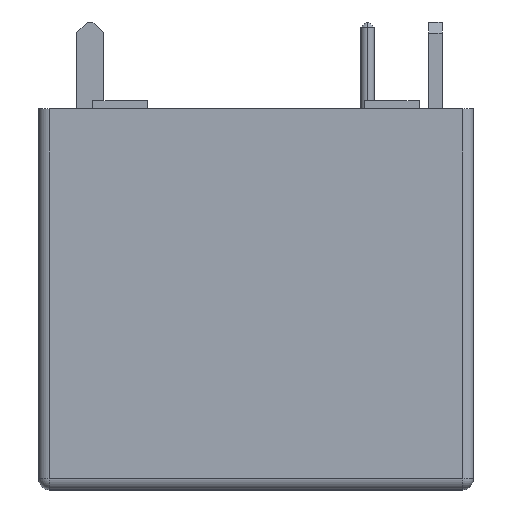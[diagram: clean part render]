
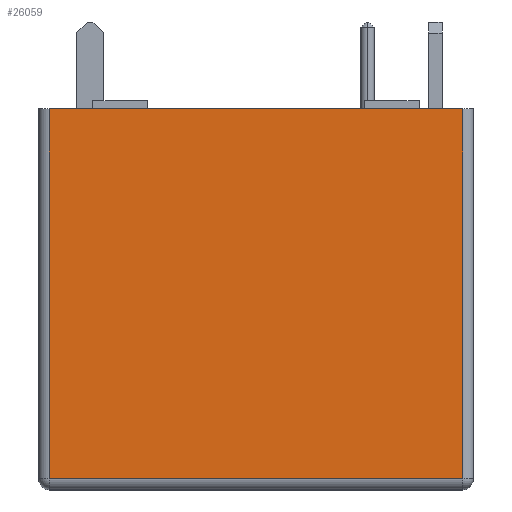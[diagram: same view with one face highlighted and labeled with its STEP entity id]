
A CAD part, top view. The second image highlights one B-rep face of the part: STEP entity #26059.
In plain terms, the highlighted planar face has unit normal (0, 0, 1).
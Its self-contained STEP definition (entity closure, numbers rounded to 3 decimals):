
#2235 = EDGE_LOOP ( 'NONE', ( #14325, #10690, #4495, #5692 ) ) ;
#2718 = PLANE ( 'NONE',  #25881 ) ;
#3185 = VECTOR ( 'NONE', #12446, 1000. ) ;
#3502 = DIRECTION ( 'NONE',  ( 0., -1., 0. ) ) ;
#4184 = CARTESIAN_POINT ( 'NONE',  ( -8., 14., 6.2 ) ) ;
#4398 = CARTESIAN_POINT ( 'NONE',  ( -8., 14., 6.2 ) ) ;
#4495 = ORIENTED_EDGE ( 'NONE', *, *, #20226, .T. ) ;
#5159 = VECTOR ( 'NONE', #12070, 1000. ) ;
#5463 = CARTESIAN_POINT ( 'NONE',  ( 7.6, 0.4, 6.2 ) ) ;
#5692 = ORIENTED_EDGE ( 'NONE', *, *, #26933, .T. ) ;
#8274 = DIRECTION ( 'NONE',  ( 0., 0., -1. ) ) ;
#8731 = CARTESIAN_POINT ( 'NONE',  ( -8., 0.4, 6.2 ) ) ;
#9412 = LINE ( 'NONE', #19983, #29247 ) ;
#10690 = ORIENTED_EDGE ( 'NONE', *, *, #32653, .T. ) ;
#12070 = DIRECTION ( 'NONE',  ( 1., 0., 0. ) ) ;
#12446 = DIRECTION ( 'NONE',  ( 1., 0., 0. ) ) ;
#14325 = ORIENTED_EDGE ( 'NONE', *, *, #25828, .F. ) ;
#15910 = VECTOR ( 'NONE', #3502, 1000. ) ;
#16676 = CARTESIAN_POINT ( 'NONE',  ( 7.6, 14., 6.2 ) ) ;
#19143 = VERTEX_POINT ( 'NONE', #30096 ) ;
#19983 = CARTESIAN_POINT ( 'NONE',  ( 7.6, 14., 6.2 ) ) ;
#20226 = EDGE_CURVE ( 'NONE', #19143, #34199, #24496, .T. ) ;
#24496 = LINE ( 'NONE', #8731, #5159 ) ;
#24787 = LINE ( 'NONE', #33108, #15910 ) ;
#24991 = VERTEX_POINT ( 'NONE', #34258 ) ;
#25828 = EDGE_CURVE ( 'NONE', #24991, #28992, #25841, .T. ) ;
#25841 = LINE ( 'NONE', #4398, #3185 ) ;
#25881 = AXIS2_PLACEMENT_3D ( 'NONE', #4184, #8274, #29396 ) ;
#26059 = ADVANCED_FACE ( 'NONE', ( #26447 ), #2718, .F. ) ;
#26447 = FACE_OUTER_BOUND ( 'NONE', #2235, .T. ) ;
#26933 = EDGE_CURVE ( 'NONE', #34199, #28992, #9412, .T. ) ;
#28992 = VERTEX_POINT ( 'NONE', #16676 ) ;
#29247 = VECTOR ( 'NONE', #30544, 1000. ) ;
#29396 = DIRECTION ( 'NONE',  ( -1., 0., 0. ) ) ;
#30096 = CARTESIAN_POINT ( 'NONE',  ( -7.6, 0.4, 6.2 ) ) ;
#30544 = DIRECTION ( 'NONE',  ( 0., 1., 0. ) ) ;
#32653 = EDGE_CURVE ( 'NONE', #24991, #19143, #24787, .T. ) ;
#33108 = CARTESIAN_POINT ( 'NONE',  ( -7.6, 14., 6.2 ) ) ;
#34199 = VERTEX_POINT ( 'NONE', #5463 ) ;
#34258 = CARTESIAN_POINT ( 'NONE',  ( -7.6, 14., 6.2 ) ) ;
